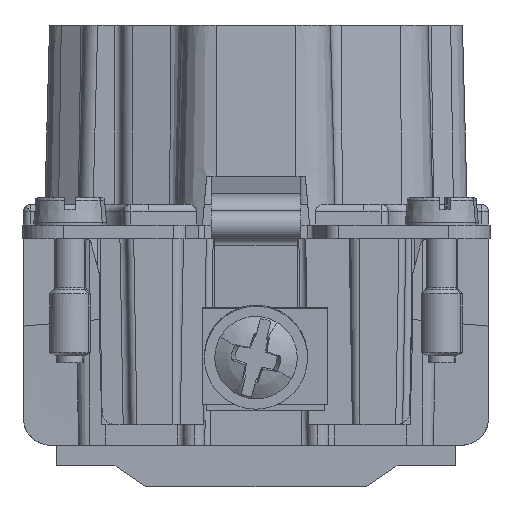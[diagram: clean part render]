
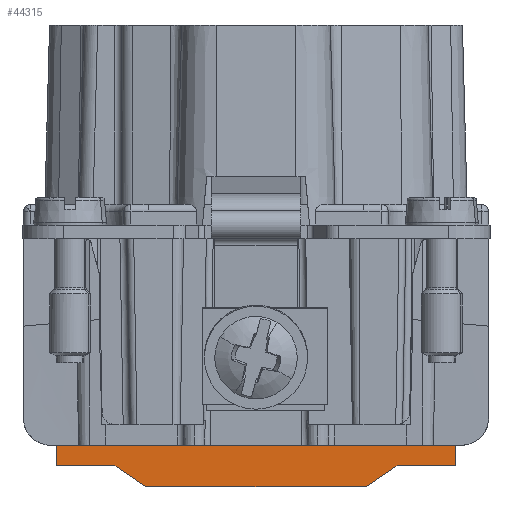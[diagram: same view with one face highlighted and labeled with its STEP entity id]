
A CAD part, front view. The second image highlights one B-rep face of the part: STEP entity #44315.
In plain terms, the highlighted planar face has unit normal (0, -1, 0).
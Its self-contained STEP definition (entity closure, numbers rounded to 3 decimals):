
#40980=AXIS2_PLACEMENT_3D('Circle Axis2P3D',#40978,#40979,$) ;
#44188=AXIS2_PLACEMENT_3D('Plane Axis2P3D',#44185,#44186,#44187) ;
#44199=AXIS2_PLACEMENT_3D('Circle Axis2P3D',#44197,#44198,$) ;
#44227=AXIS2_PLACEMENT_3D('Circle Axis2P3D',#44225,#44226,$) ;
#44283=AXIS2_PLACEMENT_3D('Circle Axis2P3D',#44281,#44282,$) ;
#29241=CARTESIAN_POINT('Vertex',(3.778,15.3,4.)) ;
#29261=CARTESIAN_POINT('Line Origine',(17.,15.3,4.)) ;
#29265=CARTESIAN_POINT('Vertex',(30.222,15.3,4.)) ;
#39226=CARTESIAN_POINT('Vertex',(32.371,15.3,13.1)) ;
#39229=CARTESIAN_POINT('Line Origine',(32.946,15.3,13.1)) ;
#39233=CARTESIAN_POINT('Vertex',(33.521,15.3,13.1)) ;
#40958=CARTESIAN_POINT('Line Origine',(30.297,15.3,4.)) ;
#40962=CARTESIAN_POINT('Vertex',(30.371,15.3,4.)) ;
#40978=CARTESIAN_POINT('Axis2P3D Location',(30.371,15.3,6.)) ;
#40982=CARTESIAN_POINT('Vertex',(32.371,15.3,6.)) ;
#40998=CARTESIAN_POINT('Line Origine',(32.371,15.3,9.55)) ;
#44185=CARTESIAN_POINT('Axis2P3D Location',(10.75,15.3,14.5)) ;
#44190=CARTESIAN_POINT('Line Origine',(3.703,15.3,4.)) ;
#44194=CARTESIAN_POINT('Vertex',(3.629,15.3,4.)) ;
#44197=CARTESIAN_POINT('Axis2P3D Location',(3.629,15.3,6.)) ;
#44201=CARTESIAN_POINT('Vertex',(1.629,15.3,6.)) ;
#44204=CARTESIAN_POINT('Line Origine',(1.629,15.3,9.55)) ;
#44208=CARTESIAN_POINT('Vertex',(1.629,15.3,13.1)) ;
#44211=CARTESIAN_POINT('Line Origine',(1.054,15.3,13.1)) ;
#44215=CARTESIAN_POINT('Vertex',(0.479,15.3,13.1)) ;
#44218=CARTESIAN_POINT('Line Origine',(0.479,15.3,9.483)) ;
#44222=CARTESIAN_POINT('Vertex',(0.479,15.3,5.866)) ;
#44225=CARTESIAN_POINT('Axis2P3D Location',(3.479,15.3,5.866)) ;
#44229=CARTESIAN_POINT('Vertex',(2.5,15.3,3.03)) ;
#44232=CARTESIAN_POINT('Line Origine',(2.5,15.3,2.265)) ;
#44236=CARTESIAN_POINT('Vertex',(2.5,15.3,1.5)) ;
#44239=CARTESIAN_POINT('Line Origine',(4.628,15.3,1.5)) ;
#44243=CARTESIAN_POINT('Vertex',(6.756,15.3,1.5)) ;
#44246=CARTESIAN_POINT('Line Origine',(7.878,15.3,0.75)) ;
#44250=CARTESIAN_POINT('Vertex',(9.,15.3,0.)) ;
#44253=CARTESIAN_POINT('Line Origine',(17.,15.3,0.)) ;
#44257=CARTESIAN_POINT('Vertex',(25.,15.3,0.)) ;
#44260=CARTESIAN_POINT('Line Origine',(26.122,15.3,0.75)) ;
#44264=CARTESIAN_POINT('Vertex',(27.244,15.3,1.5)) ;
#44267=CARTESIAN_POINT('Line Origine',(29.372,15.3,1.5)) ;
#44271=CARTESIAN_POINT('Vertex',(31.5,15.3,1.5)) ;
#44274=CARTESIAN_POINT('Line Origine',(31.5,15.3,2.265)) ;
#44278=CARTESIAN_POINT('Vertex',(31.5,15.3,3.03)) ;
#44281=CARTESIAN_POINT('Axis2P3D Location',(30.521,15.3,5.866)) ;
#44285=CARTESIAN_POINT('Vertex',(33.521,15.3,5.866)) ;
#44288=CARTESIAN_POINT('Line Origine',(33.521,15.3,9.483)) ;
#29262=DIRECTION('Vector Direction',(-1.,0.,0.)) ;
#39230=DIRECTION('Vector Direction',(-1.,0.,0.)) ;
#40959=DIRECTION('Vector Direction',(-1.,0.,0.)) ;
#40979=DIRECTION('Axis2P3D Direction',(0.,1.,0.)) ;
#40999=DIRECTION('Vector Direction',(0.,0.,1.)) ;
#44186=DIRECTION('Axis2P3D Direction',(0.,-1.,0.)) ;
#44187=DIRECTION('Axis2P3D XDirection',(-1.,0.,0.)) ;
#44191=DIRECTION('Vector Direction',(-1.,0.,0.)) ;
#44198=DIRECTION('Axis2P3D Direction',(0.,-1.,0.)) ;
#44205=DIRECTION('Vector Direction',(0.,0.,1.)) ;
#44212=DIRECTION('Vector Direction',(-1.,0.,0.)) ;
#44219=DIRECTION('Vector Direction',(0.,0.,1.)) ;
#44226=DIRECTION('Axis2P3D Direction',(0.,-1.,0.)) ;
#44233=DIRECTION('Vector Direction',(0.,0.,1.)) ;
#44240=DIRECTION('Vector Direction',(-1.,0.,0.)) ;
#44247=DIRECTION('Vector Direction',(0.831,0.,-0.556)) ;
#44254=DIRECTION('Vector Direction',(-1.,0.,0.)) ;
#44261=DIRECTION('Vector Direction',(-0.831,0.,-0.556)) ;
#44268=DIRECTION('Vector Direction',(-1.,0.,0.)) ;
#44275=DIRECTION('Vector Direction',(0.,0.,1.)) ;
#44282=DIRECTION('Axis2P3D Direction',(0.,-1.,0.)) ;
#44289=DIRECTION('Vector Direction',(0.,0.,1.)) ;
#29263=VECTOR('Line Direction',#29262,1.) ;
#39231=VECTOR('Line Direction',#39230,1.) ;
#40960=VECTOR('Line Direction',#40959,1.) ;
#41000=VECTOR('Line Direction',#40999,1.) ;
#44192=VECTOR('Line Direction',#44191,1.) ;
#44206=VECTOR('Line Direction',#44205,1.) ;
#44213=VECTOR('Line Direction',#44212,1.) ;
#44220=VECTOR('Line Direction',#44219,1.) ;
#44234=VECTOR('Line Direction',#44233,1.) ;
#44241=VECTOR('Line Direction',#44240,1.) ;
#44248=VECTOR('Line Direction',#44247,1.) ;
#44255=VECTOR('Line Direction',#44254,1.) ;
#44262=VECTOR('Line Direction',#44261,1.) ;
#44269=VECTOR('Line Direction',#44268,1.) ;
#44276=VECTOR('Line Direction',#44275,1.) ;
#44290=VECTOR('Line Direction',#44289,1.) ;
#44294=ORIENTED_EDGE('',*,*,#40964,.F.) ;
#44295=ORIENTED_EDGE('',*,*,#29267,.F.) ;
#44296=ORIENTED_EDGE('',*,*,#44196,.F.) ;
#44297=ORIENTED_EDGE('',*,*,#44203,.T.) ;
#44298=ORIENTED_EDGE('',*,*,#44210,.T.) ;
#44299=ORIENTED_EDGE('',*,*,#44217,.T.) ;
#44300=ORIENTED_EDGE('',*,*,#44224,.T.) ;
#44301=ORIENTED_EDGE('',*,*,#44231,.T.) ;
#44302=ORIENTED_EDGE('',*,*,#44238,.T.) ;
#44303=ORIENTED_EDGE('',*,*,#44245,.T.) ;
#44304=ORIENTED_EDGE('',*,*,#44252,.T.) ;
#44305=ORIENTED_EDGE('',*,*,#44259,.F.) ;
#44306=ORIENTED_EDGE('',*,*,#44266,.F.) ;
#44307=ORIENTED_EDGE('',*,*,#44273,.F.) ;
#44308=ORIENTED_EDGE('',*,*,#44280,.F.) ;
#44309=ORIENTED_EDGE('',*,*,#44287,.F.) ;
#44310=ORIENTED_EDGE('',*,*,#44292,.F.) ;
#44311=ORIENTED_EDGE('',*,*,#39235,.F.) ;
#44312=ORIENTED_EDGE('',*,*,#41002,.F.) ;
#44313=ORIENTED_EDGE('',*,*,#40984,.F.) ;
#44315=ADVANCED_FACE('Hauptk\X2\00F6\X0\rper',(#44314),#44189,.T.) ;
#40981=CIRCLE('generated circle',#40980,2.) ;
#44200=CIRCLE('generated circle',#44199,2.) ;
#44228=CIRCLE('generated circle',#44227,3.) ;
#44284=CIRCLE('generated circle',#44283,3.) ;
#29267=EDGE_CURVE('',#29242,#29266,#29264,.F.) ;
#39235=EDGE_CURVE('',#39227,#39234,#39232,.F.) ;
#40964=EDGE_CURVE('',#29266,#40963,#40961,.F.) ;
#40984=EDGE_CURVE('',#40963,#40983,#40981,.F.) ;
#41002=EDGE_CURVE('',#40983,#39227,#41001,.T.) ;
#44196=EDGE_CURVE('',#44195,#29242,#44193,.F.) ;
#44203=EDGE_CURVE('',#44195,#44202,#44200,.F.) ;
#44210=EDGE_CURVE('',#44202,#44209,#44207,.T.) ;
#44217=EDGE_CURVE('',#44209,#44216,#44214,.T.) ;
#44224=EDGE_CURVE('',#44216,#44223,#44221,.F.) ;
#44231=EDGE_CURVE('',#44223,#44230,#44228,.T.) ;
#44238=EDGE_CURVE('',#44230,#44237,#44235,.F.) ;
#44245=EDGE_CURVE('',#44237,#44244,#44242,.F.) ;
#44252=EDGE_CURVE('',#44244,#44251,#44249,.T.) ;
#44259=EDGE_CURVE('',#44258,#44251,#44256,.T.) ;
#44266=EDGE_CURVE('',#44265,#44258,#44263,.T.) ;
#44273=EDGE_CURVE('',#44272,#44265,#44270,.T.) ;
#44280=EDGE_CURVE('',#44279,#44272,#44277,.F.) ;
#44287=EDGE_CURVE('',#44286,#44279,#44284,.F.) ;
#44292=EDGE_CURVE('',#39234,#44286,#44291,.F.) ;
#44293=EDGE_LOOP('',(#44294,#44295,#44296,#44297,#44298,#44299,#44300,#44301,#44302,#44303,#44304,#44305,#44306,#44307,#44308,#44309,#44310,#44311,#44312,#44313)) ;
#44314=FACE_OUTER_BOUND('',#44293,.T.) ;
#29264=LINE('Line',#29261,#29263) ;
#39232=LINE('Line',#39229,#39231) ;
#40961=LINE('Line',#40958,#40960) ;
#41001=LINE('Line',#40998,#41000) ;
#44193=LINE('Line',#44190,#44192) ;
#44207=LINE('Line',#44204,#44206) ;
#44214=LINE('Line',#44211,#44213) ;
#44221=LINE('Line',#44218,#44220) ;
#44235=LINE('Line',#44232,#44234) ;
#44242=LINE('Line',#44239,#44241) ;
#44249=LINE('Line',#44246,#44248) ;
#44256=LINE('Line',#44253,#44255) ;
#44263=LINE('Line',#44260,#44262) ;
#44270=LINE('Line',#44267,#44269) ;
#44277=LINE('Line',#44274,#44276) ;
#44291=LINE('Line',#44288,#44290) ;
#44189=PLANE('',#44188) ;
#29242=VERTEX_POINT('',#29241) ;
#29266=VERTEX_POINT('',#29265) ;
#39227=VERTEX_POINT('',#39226) ;
#39234=VERTEX_POINT('',#39233) ;
#40963=VERTEX_POINT('',#40962) ;
#40983=VERTEX_POINT('',#40982) ;
#44195=VERTEX_POINT('',#44194) ;
#44202=VERTEX_POINT('',#44201) ;
#44209=VERTEX_POINT('',#44208) ;
#44216=VERTEX_POINT('',#44215) ;
#44223=VERTEX_POINT('',#44222) ;
#44230=VERTEX_POINT('',#44229) ;
#44237=VERTEX_POINT('',#44236) ;
#44244=VERTEX_POINT('',#44243) ;
#44251=VERTEX_POINT('',#44250) ;
#44258=VERTEX_POINT('',#44257) ;
#44265=VERTEX_POINT('',#44264) ;
#44272=VERTEX_POINT('',#44271) ;
#44279=VERTEX_POINT('',#44278) ;
#44286=VERTEX_POINT('',#44285) ;
